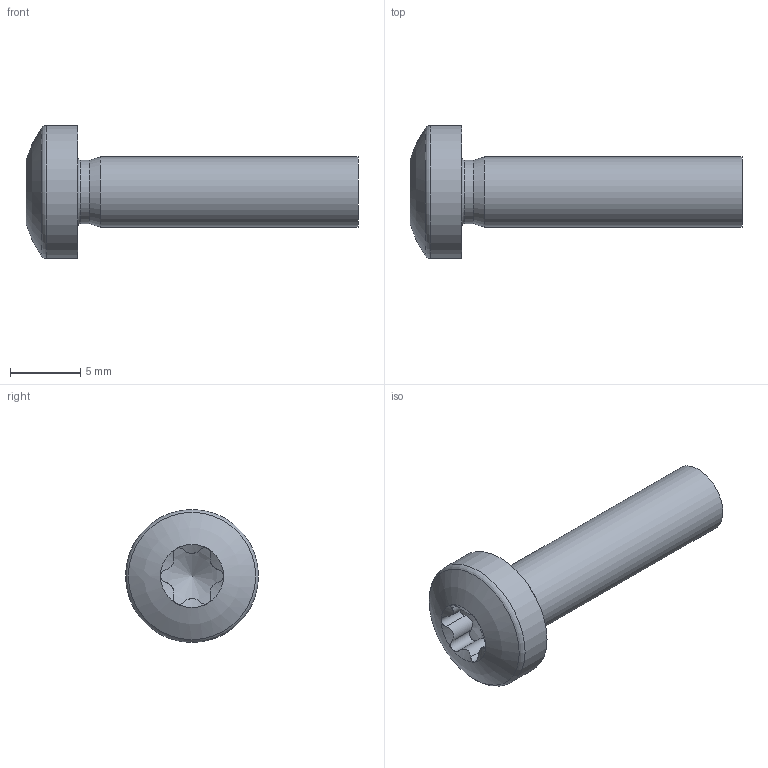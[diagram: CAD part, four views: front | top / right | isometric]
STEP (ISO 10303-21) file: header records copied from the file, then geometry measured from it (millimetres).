
FILE_DESCRIPTION(/* description */ ('STEP AP203'),/* implementation_level */ '2;1');
FILE_NAME(/* name */ 'BN 30503 5401281 hexalobular socket pan head screw M5x20',/* time_stamp */ '2023-05-28T23:53:06+02:00',/* author */ ('License CC BY-ND 4.0'),/* organization */ ('CADENAS'),/* preprocessor_version */ 'ST-DEVELOPER v19.3',/* originating_system */ 'PARTsolutions',/* authorisation */ ' ');
FILE_SCHEMA (('CONFIG_CONTROL_DESIGN'));
Length unit declared in the file: millimetre
Products named in the file (1): BN 30503 5401281 hexalobular socket pan head screw M5x20
Bounding box: 23.7 x 9.5 x 9.5 mm (x, y, z)
Volume: 588.3 mm3; surface area: 567.7 mm2
Topology: 1 solids, 1 shells, 28 faces, 67 edges, 41 vertices
Faces by surface type: cylinder 15, cone 8, plane 2, torus 2, sphere 1
Full cylindrical faces by diameter (mm): 4.51 x1, 5 x1, 9.5 x1
Entity records: 824 total; most frequent: CARTESIAN_POINT 244, ORIENTED_EDGE 112, DIRECTION 98, EDGE_CURVE 56, AXIS2_PLACEMENT_3D 43, VERTEX_POINT 39, FACE_BOUND 37, EDGE_LOOP 36
